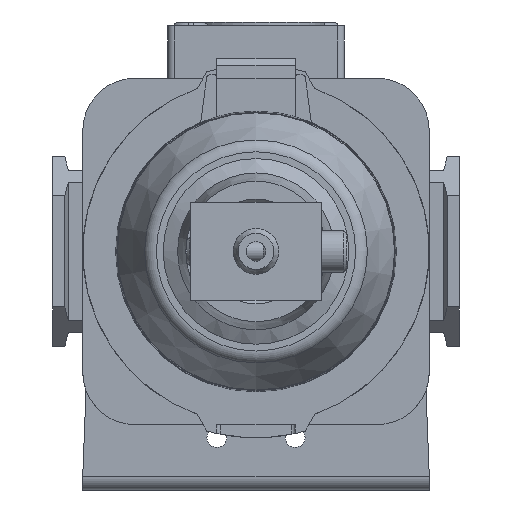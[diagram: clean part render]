
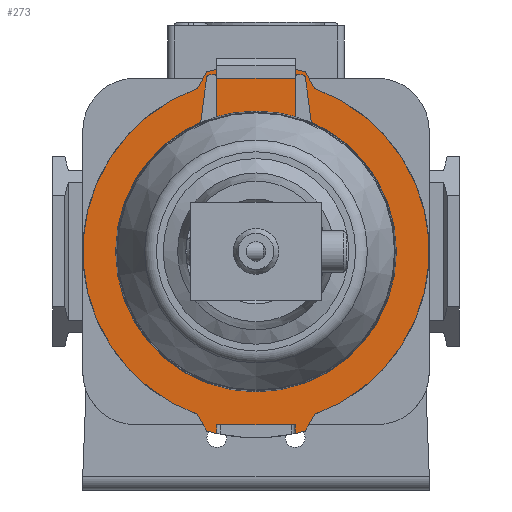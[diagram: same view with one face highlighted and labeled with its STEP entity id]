
A CAD part, front view. The second image highlights one B-rep face of the part: STEP entity #273.
In plain terms, the highlighted planar face has unit normal (0, -1, 0).
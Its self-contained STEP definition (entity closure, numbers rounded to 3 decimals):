
#273 = ADVANCED_FACE( '', ( #1011, #1012 ), #1013, .F. );
#1011 = FACE_OUTER_BOUND( '', #2223, .T. );
#1012 = FACE_BOUND( '', #2224, .T. );
#1013 = PLANE( '', #2225 );
#2223 = EDGE_LOOP( '', ( #4122, #4123, #4124, #4125, #4126, #4127, #4128, #4129, #4130, #4131, #4132, #4133, #4134, #4135, #4136, #4137 ) );
#2224 = EDGE_LOOP( '', ( #4138 ) );
#2225 = AXIS2_PLACEMENT_3D( '', #4139, #4140, #4141 );
#4122 = ORIENTED_EDGE( '', *, *, #7748, .F. );
#4123 = ORIENTED_EDGE( '', *, *, #7749, .T. );
#4124 = ORIENTED_EDGE( '', *, *, #7750, .T. );
#4125 = ORIENTED_EDGE( '', *, *, #7751, .F. );
#4126 = ORIENTED_EDGE( '', *, *, #7752, .F. );
#4127 = ORIENTED_EDGE( '', *, *, #7753, .F. );
#4128 = ORIENTED_EDGE( '', *, *, #7754, .F. );
#4129 = ORIENTED_EDGE( '', *, *, #7755, .F. );
#4130 = ORIENTED_EDGE( '', *, *, #7756, .F. );
#4131 = ORIENTED_EDGE( '', *, *, #7757, .F. );
#4132 = ORIENTED_EDGE( '', *, *, #7758, .T. );
#4133 = ORIENTED_EDGE( '', *, *, #7759, .F. );
#4134 = ORIENTED_EDGE( '', *, *, #7760, .F. );
#4135 = ORIENTED_EDGE( '', *, *, #7761, .F. );
#4136 = ORIENTED_EDGE( '', *, *, #7762, .F. );
#4137 = ORIENTED_EDGE( '', *, *, #7763, .F. );
#4138 = ORIENTED_EDGE( '', *, *, #7602, .T. );
#4139 = CARTESIAN_POINT( '', ( 0., -30.6, 0. ) );
#4140 = DIRECTION( '', ( 0., 1., 0. ) );
#4141 = DIRECTION( '', ( 0., 0., 1. ) );
#7602 = EDGE_CURVE( '', #9165, #9165, #9166, .T. );
#7748 = EDGE_CURVE( '', #9446, #9447, #9448, .T. );
#7749 = EDGE_CURVE( '', #9446, #9449, #9450, .T. );
#7750 = EDGE_CURVE( '', #9449, #9451, #9452, .T. );
#7751 = EDGE_CURVE( '', #9453, #9451, #9454, .T. );
#7752 = EDGE_CURVE( '', #9455, #9453, #9456, .T. );
#7753 = EDGE_CURVE( '', #9457, #9455, #9458, .T. );
#7754 = EDGE_CURVE( '', #9459, #9457, #9460, .T. );
#7755 = EDGE_CURVE( '', #9461, #9459, #9462, .T. );
#7756 = EDGE_CURVE( '', #9463, #9461, #9464, .T. );
#7757 = EDGE_CURVE( '', #9465, #9463, #9466, .T. );
#7758 = EDGE_CURVE( '', #9465, #9467, #9468, .T. );
#7759 = EDGE_CURVE( '', #9469, #9467, #9470, .T. );
#7760 = EDGE_CURVE( '', #9471, #9469, #9472, .T. );
#7761 = EDGE_CURVE( '', #9473, #9471, #9474, .T. );
#7762 = EDGE_CURVE( '', #9475, #9473, #9476, .T. );
#7763 = EDGE_CURVE( '', #9447, #9475, #9477, .T. );
#9165 = VERTEX_POINT( '', #11780 );
#9166 = CIRCLE( '', #11781, 21.481 );
#9446 = VERTEX_POINT( '', #12515 );
#9447 = VERTEX_POINT( '', #12516 );
#9448 = LINE( '', #12517, #12518 );
#9449 = VERTEX_POINT( '', #12519 );
#9450 = LINE( '', #12520, #12521 );
#9451 = VERTEX_POINT( '', #12522 );
#9452 = LINE( '', #12523, #12524 );
#9453 = VERTEX_POINT( '', #12525 );
#9454 = CIRCLE( '', #12526, 28.5 );
#9455 = VERTEX_POINT( '', #12527 );
#9456 = LINE( '', #12528, #12529 );
#9457 = VERTEX_POINT( '', #12530 );
#9458 = CIRCLE( '', #12531, 26.5 );
#9459 = VERTEX_POINT( '', #12532 );
#9460 = LINE( '', #12533, #12534 );
#9461 = VERTEX_POINT( '', #12535 );
#9462 = CIRCLE( '', #12536, 28.5 );
#9463 = VERTEX_POINT( '', #12537 );
#9464 = LINE( '', #12538, #12539 );
#9465 = VERTEX_POINT( '', #12540 );
#9466 = LINE( '', #12541, #12542 );
#9467 = VERTEX_POINT( '', #12543 );
#9468 = LINE( '', #12544, #12545 );
#9469 = VERTEX_POINT( '', #12546 );
#9470 = CIRCLE( '', #12547, 28.5 );
#9471 = VERTEX_POINT( '', #12548 );
#9472 = LINE( '', #12549, #12550 );
#9473 = VERTEX_POINT( '', #12551 );
#9474 = CIRCLE( '', #12552, 26.5 );
#9475 = VERTEX_POINT( '', #12553 );
#9476 = LINE( '', #12554, #12555 );
#9477 = CIRCLE( '', #12556, 28.5 );
#11780 = CARTESIAN_POINT( '', ( 0., -30.6, 21.481 ) );
#11781 = AXIS2_PLACEMENT_3D( '', #15449, #15450, #15451 );
#12515 = CARTESIAN_POINT( '', ( -6., -30.6, -26.5 ) );
#12516 = CARTESIAN_POINT( '', ( -6., -30.6, -27.861 ) );
#12517 = CARTESIAN_POINT( '', ( -6., -30.6, -26.5 ) );
#12518 = VECTOR( '', #15659, 1000. );
#12519 = CARTESIAN_POINT( '', ( 6., -30.6, -26.5 ) );
#12520 = CARTESIAN_POINT( '', ( -6., -30.6, -26.5 ) );
#12521 = VECTOR( '', #15660, 1000. );
#12522 = CARTESIAN_POINT( '', ( 6., -30.6, -27.861 ) );
#12523 = CARTESIAN_POINT( '', ( 6., -30.6, -26.5 ) );
#12524 = VECTOR( '', #15661, 1000. );
#12525 = CARTESIAN_POINT( '', ( 7.5, -30.6, -27.495 ) );
#12526 = AXIS2_PLACEMENT_3D( '', #15662, #15663, #15664 );
#12527 = CARTESIAN_POINT( '', ( 8.98, -30.6, -24.932 ) );
#12528 = CARTESIAN_POINT( '', ( 8.98, -30.6, -24.932 ) );
#12529 = VECTOR( '', #15665, 1000. );
#12530 = CARTESIAN_POINT( '', ( 8.98, -30.6, 24.932 ) );
#12531 = AXIS2_PLACEMENT_3D( '', #15666, #15667, #15668 );
#12532 = CARTESIAN_POINT( '', ( 7.5, -30.6, 27.495 ) );
#12533 = CARTESIAN_POINT( '', ( 7.5, -30.6, 27.495 ) );
#12534 = VECTOR( '', #15669, 1000. );
#12535 = CARTESIAN_POINT( '', ( 6., -30.6, 27.861 ) );
#12536 = AXIS2_PLACEMENT_3D( '', #15670, #15671, #15672 );
#12537 = CARTESIAN_POINT( '', ( 6., -30.6, 26.5 ) );
#12538 = CARTESIAN_POINT( '', ( 6., -30.6, 26.5 ) );
#12539 = VECTOR( '', #15673, 1000. );
#12540 = CARTESIAN_POINT( '', ( -6., -30.6, 26.5 ) );
#12541 = CARTESIAN_POINT( '', ( -6., -30.6, 26.5 ) );
#12542 = VECTOR( '', #15674, 1000. );
#12543 = CARTESIAN_POINT( '', ( -6., -30.6, 27.861 ) );
#12544 = CARTESIAN_POINT( '', ( -6., -30.6, 26.5 ) );
#12545 = VECTOR( '', #15675, 1000. );
#12546 = CARTESIAN_POINT( '', ( -7.5, -30.6, 27.495 ) );
#12547 = AXIS2_PLACEMENT_3D( '', #15676, #15677, #15678 );
#12548 = CARTESIAN_POINT( '', ( -8.98, -30.6, 24.932 ) );
#12549 = CARTESIAN_POINT( '', ( -8.98, -30.6, 24.932 ) );
#12550 = VECTOR( '', #15679, 1000. );
#12551 = CARTESIAN_POINT( '', ( -8.98, -30.6, -24.932 ) );
#12552 = AXIS2_PLACEMENT_3D( '', #15680, #15681, #15682 );
#12553 = CARTESIAN_POINT( '', ( -7.5, -30.6, -27.495 ) );
#12554 = CARTESIAN_POINT( '', ( -7.5, -30.6, -27.495 ) );
#12555 = VECTOR( '', #15683, 1000. );
#12556 = AXIS2_PLACEMENT_3D( '', #15684, #15685, #15686 );
#15449 = CARTESIAN_POINT( '', ( 0., -30.6, 0. ) );
#15450 = DIRECTION( '', ( 0., 1., 0. ) );
#15451 = DIRECTION( '', ( 0., 0., 1. ) );
#15659 = DIRECTION( '', ( 0., 0., -1. ) );
#15660 = DIRECTION( '', ( 1., 0., 0. ) );
#15661 = DIRECTION( '', ( 0., 0., -1. ) );
#15662 = CARTESIAN_POINT( '', ( 0., -30.6, 0. ) );
#15663 = DIRECTION( '', ( 0., 1., 0. ) );
#15664 = DIRECTION( '', ( 1., 0., 0. ) );
#15665 = DIRECTION( '', ( -0.5, 0., -0.866 ) );
#15666 = CARTESIAN_POINT( '', ( 0., -30.6, 0. ) );
#15667 = DIRECTION( '', ( 0., 1., 0. ) );
#15668 = DIRECTION( '', ( 1., 0., 0. ) );
#15669 = DIRECTION( '', ( 0.5, 0., -0.866 ) );
#15670 = CARTESIAN_POINT( '', ( 0., -30.6, 0. ) );
#15671 = DIRECTION( '', ( 0., 1., 0. ) );
#15672 = DIRECTION( '', ( 1., 0., 0. ) );
#15673 = DIRECTION( '', ( 0., 0., 1. ) );
#15674 = DIRECTION( '', ( 1., 0., 0. ) );
#15675 = DIRECTION( '', ( 0., 0., 1. ) );
#15676 = CARTESIAN_POINT( '', ( 0., -30.6, 0. ) );
#15677 = DIRECTION( '', ( 0., 1., 0. ) );
#15678 = DIRECTION( '', ( 1., 0., 0. ) );
#15679 = DIRECTION( '', ( 0.5, 0., 0.866 ) );
#15680 = CARTESIAN_POINT( '', ( 0., -30.6, 0. ) );
#15681 = DIRECTION( '', ( 0., 1., 0. ) );
#15682 = DIRECTION( '', ( 1., 0., 0. ) );
#15683 = DIRECTION( '', ( -0.5, 0., 0.866 ) );
#15684 = CARTESIAN_POINT( '', ( 0., -30.6, 0. ) );
#15685 = DIRECTION( '', ( 0., 1., 0. ) );
#15686 = DIRECTION( '', ( 1., 0., 0. ) );
